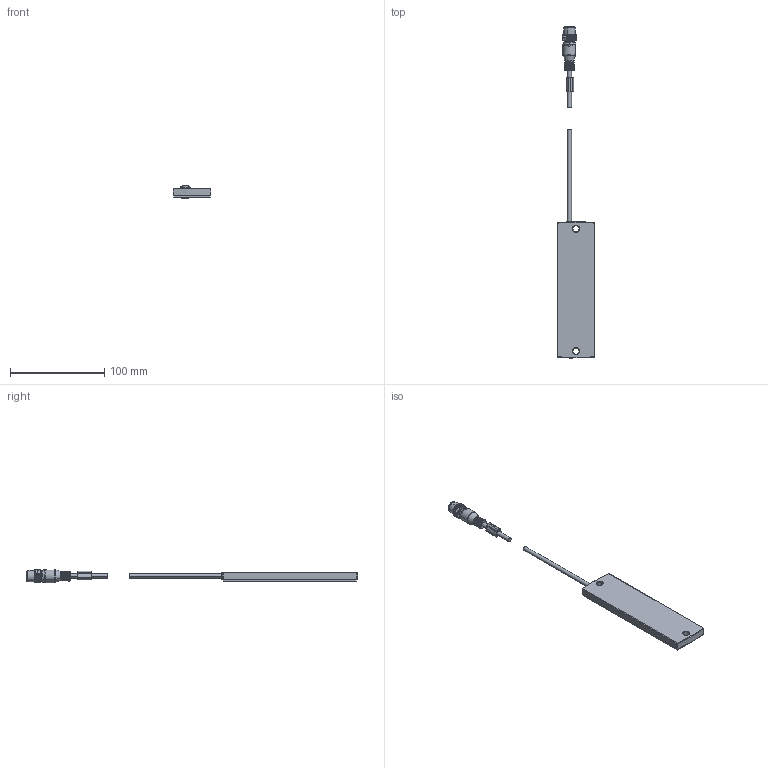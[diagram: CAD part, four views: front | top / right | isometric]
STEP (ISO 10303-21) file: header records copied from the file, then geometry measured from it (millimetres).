
FILE_DESCRIPTION(('CATIA V5 STEP Exchange','CAx-IF Rec.Pracs.--- Model Styling and Organization---1.4--- 2014-01-23'),'2;1');
FILE_NAME ('1356937-1_0', '2023-06-21T06:35:00+00:00', ('none'), ('Weidmueller'), 'CATIA Version 5-6 Release 2016 SP3 HF44', 'CATIA V5 STEP AP214', 'none');
FILE_SCHEMA(('AUTOMOTIVE_DESIGN { 1 0 10303 214 1 1 1 1 }'));
Length unit declared in the file: millimetre
Products named in the file (1): 2820220000
Bounding box: 40 x 352.89 x 14.8 mm (x, y, z)
Volume: 61609.4 mm3; surface area: 22297 mm2
Topology: 9 solids, 9 shells, 683 faces, 1742 edges, 1086 vertices
Faces by surface type: cylinder 219, plane 203, cone 142, torus 103, sphere 14, bspline 2
Entity records: 19214 total; most frequent: CARTESIAN_POINT 4537, ORIENTED_EDGE 3444, DIRECTION 2244, EDGE_CURVE 1722, AXIS2_PLACEMENT_3D 1130, VERTEX_POINT 1086, CIRCLE 743, VECTOR 729
